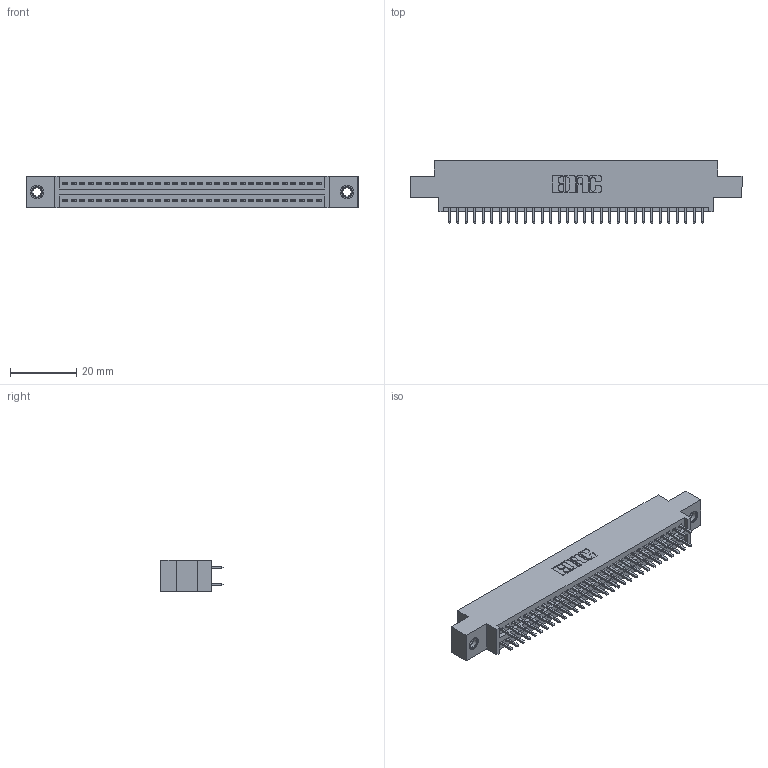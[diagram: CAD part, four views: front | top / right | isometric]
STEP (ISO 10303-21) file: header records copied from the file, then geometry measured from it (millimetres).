
FILE_DESCRIPTION (( 'STEP AP203' ), '1' );
FILE_NAME ('345-062-521-807.STEP', '2018-09-27T12:54:49', ( '' ), ( '' ), 'SwSTEP 2.0', 'SolidWorks 2016', '' );
FILE_SCHEMA (( 'CONFIG_CONTROL_DESIGN' ));
Length unit declared in the file: inch
Products named in the file (4): 345-292-001_345-293-121; 345-250-001_345-250-005-103; 345-062-521-807; 345 Part_0.170 Offset - 0.156 Dia-TI
Assembly tree (65 placements, depth 2):
  345-062-521-807
    345 Part_0.170 Offset - 0.156 Dia-TI
    345-292-001_345-293-121  x62
    345-250-001_345-250-005-103  x2
Bounding box: 99.95 x 18.72 x 9.4 mm (x, y, z)
Volume: 9454.8 mm3; surface area: 13769.4 mm2
Topology: 65 solids, 65 shells, 3290 faces, 9727 edges, 6394 vertices
Faces by surface type: plane 2162, cylinder 1112, cone 12, torus 4
Entity records: 27140 total; most frequent: CARTESIAN_POINT 4543, ORIENTED_EDGE 4470, DIRECTION 4045, EDGE_CURVE 2235, LINE 1959, VECTOR 1959, VERTEX_POINT 1484, AXIS2_PLACEMENT_3D 1043
